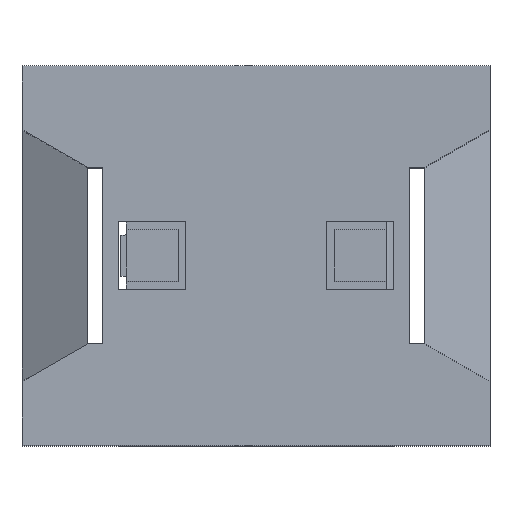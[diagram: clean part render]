
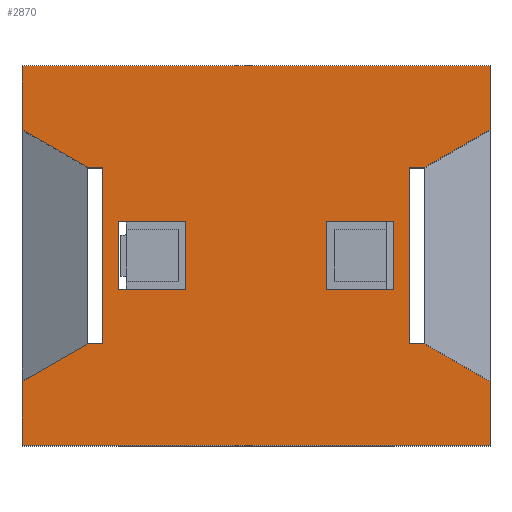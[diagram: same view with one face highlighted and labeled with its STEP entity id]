
A CAD part, top view. The second image highlights one B-rep face of the part: STEP entity #2870.
In plain terms, the highlighted planar face has unit normal (0, 0, 1).
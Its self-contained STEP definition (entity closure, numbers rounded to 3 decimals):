
#77=DIRECTION('',(0.,1.,0.));
#78=VECTOR('',#77,1.3);
#79=CARTESIAN_POINT('',(-2.65,-0.65,4.6));
#80=LINE('',#79,#78);
#105=DIRECTION('',(0.,-1.,0.));
#106=VECTOR('',#105,3.4);
#107=CARTESIAN_POINT('',(-2.95,1.7,4.6));
#108=LINE('',#107,#106);
#121=DIRECTION('',(-0.866,0.5,0.));
#122=VECTOR('',#121,1.443);
#123=CARTESIAN_POINT('',(-3.25,1.7,4.6));
#124=LINE('',#123,#122);
#125=DIRECTION('',(0.,1.,0.));
#126=VECTOR('',#125,1.228);
#127=CARTESIAN_POINT('',(-4.5,2.422,4.6));
#128=LINE('',#127,#126);
#129=DIRECTION('',(1.,0.,0.));
#130=VECTOR('',#129,9.);
#131=CARTESIAN_POINT('',(-4.5,3.65,4.6));
#132=LINE('',#131,#130);
#133=DIRECTION('',(0.,-1.,0.));
#134=VECTOR('',#133,1.228);
#135=CARTESIAN_POINT('',(4.5,3.65,4.6));
#136=LINE('',#135,#134);
#137=DIRECTION('',(-0.866,-0.5,0.));
#138=VECTOR('',#137,1.443);
#139=CARTESIAN_POINT('',(4.5,2.422,4.6));
#140=LINE('',#139,#138);
#141=DIRECTION('',(1.,0.,0.));
#142=VECTOR('',#141,0.3);
#143=CARTESIAN_POINT('',(2.95,-1.7,4.6));
#144=LINE('',#143,#142);
#145=DIRECTION('',(0.866,-0.5,0.));
#146=VECTOR('',#145,1.443);
#147=CARTESIAN_POINT('',(3.25,-1.7,4.6));
#148=LINE('',#147,#146);
#149=DIRECTION('',(0.,-1.,0.));
#150=VECTOR('',#149,1.228);
#151=CARTESIAN_POINT('',(4.5,-2.422,4.6));
#152=LINE('',#151,#150);
#153=DIRECTION('',(-1.,0.,0.));
#154=VECTOR('',#153,9.);
#155=CARTESIAN_POINT('',(4.5,-3.65,4.6));
#156=LINE('',#155,#154);
#157=DIRECTION('',(0.,1.,0.));
#158=VECTOR('',#157,1.228);
#159=CARTESIAN_POINT('',(-4.5,-3.65,4.6));
#160=LINE('',#159,#158);
#161=DIRECTION('',(0.866,0.5,0.));
#162=VECTOR('',#161,1.443);
#163=CARTESIAN_POINT('',(-4.5,-2.422,4.6));
#164=LINE('',#163,#162);
#165=DIRECTION('',(-1.,0.,0.));
#166=VECTOR('',#165,0.3);
#167=CARTESIAN_POINT('',(-2.95,1.7,4.6));
#168=LINE('',#167,#166);
#233=DIRECTION('',(0.,-1.,0.));
#234=VECTOR('',#233,1.3);
#235=CARTESIAN_POINT('',(2.65,0.65,4.6));
#236=LINE('',#235,#234);
#257=DIRECTION('',(0.,1.,0.));
#258=VECTOR('',#257,3.4);
#259=CARTESIAN_POINT('',(2.95,-1.7,4.6));
#260=LINE('',#259,#258);
#289=DIRECTION('',(1.,0.,0.));
#290=VECTOR('',#289,0.3);
#291=CARTESIAN_POINT('',(2.95,1.7,4.6));
#292=LINE('',#291,#290);
#769=DIRECTION('',(-1.,0.,0.));
#770=VECTOR('',#769,1.3);
#771=CARTESIAN_POINT('',(-1.35,-0.65,4.6));
#772=LINE('',#771,#770);
#817=DIRECTION('',(1.,0.,0.));
#818=VECTOR('',#817,1.3);
#819=CARTESIAN_POINT('',(-2.65,0.65,4.6));
#820=LINE('',#819,#818);
#829=DIRECTION('',(0.,-1.,0.));
#830=VECTOR('',#829,1.3);
#831=CARTESIAN_POINT('',(-1.35,0.65,4.6));
#832=LINE('',#831,#830);
#973=DIRECTION('',(-1.,0.,0.));
#974=VECTOR('',#973,0.3);
#975=CARTESIAN_POINT('',(-2.95,-1.7,4.6));
#976=LINE('',#975,#974);
#1041=DIRECTION('',(-1.,0.,0.));
#1042=VECTOR('',#1041,1.3);
#1043=CARTESIAN_POINT('',(2.65,-0.65,4.6));
#1044=LINE('',#1043,#1042);
#1069=DIRECTION('',(1.,0.,0.));
#1070=VECTOR('',#1069,1.3);
#1071=CARTESIAN_POINT('',(1.35,0.65,4.6));
#1072=LINE('',#1071,#1070);
#1081=DIRECTION('',(0.,1.,0.));
#1082=VECTOR('',#1081,1.3);
#1083=CARTESIAN_POINT('',(1.35,-0.65,4.6));
#1084=LINE('',#1083,#1082);
#2100=CARTESIAN_POINT('',(-4.5,2.422,4.6));
#2102=VERTEX_POINT('',#2100);
#2105=CARTESIAN_POINT('',(-4.5,-2.422,4.6));
#2106=VERTEX_POINT('',#2105);
#2107=CARTESIAN_POINT('',(-4.5,-3.65,4.6));
#2108=VERTEX_POINT('',#2107);
#2109=CARTESIAN_POINT('',(-4.5,3.65,4.6));
#2110=VERTEX_POINT('',#2109);
#2112=CARTESIAN_POINT('',(-3.25,1.7,4.6));
#2114=VERTEX_POINT('',#2112);
#2119=CARTESIAN_POINT('',(-2.95,1.7,4.6));
#2120=VERTEX_POINT('',#2119);
#2123=CARTESIAN_POINT('',(3.25,1.7,4.6));
#2125=VERTEX_POINT('',#2123);
#2133=CARTESIAN_POINT('',(2.95,1.7,4.6));
#2134=VERTEX_POINT('',#2133);
#2153=CARTESIAN_POINT('',(-2.65,-0.65,4.6));
#2154=VERTEX_POINT('',#2153);
#2155=CARTESIAN_POINT('',(-2.65,0.65,4.6));
#2156=VERTEX_POINT('',#2155);
#2177=CARTESIAN_POINT('',(2.95,-1.7,4.6));
#2178=VERTEX_POINT('',#2177);
#2179=CARTESIAN_POINT('',(4.5,3.65,4.6));
#2180=VERTEX_POINT('',#2179);
#2181=CARTESIAN_POINT('',(4.5,2.422,4.6));
#2182=VERTEX_POINT('',#2181);
#2183=CARTESIAN_POINT('',(3.25,-1.7,4.6));
#2184=VERTEX_POINT('',#2183);
#2185=CARTESIAN_POINT('',(4.5,-2.422,4.6));
#2186=VERTEX_POINT('',#2185);
#2187=CARTESIAN_POINT('',(4.5,-3.65,4.6));
#2188=VERTEX_POINT('',#2187);
#2189=CARTESIAN_POINT('',(-3.25,-1.7,4.6));
#2190=VERTEX_POINT('',#2189);
#2191=CARTESIAN_POINT('',(-2.95,-1.7,4.6));
#2192=VERTEX_POINT('',#2191);
#2193=CARTESIAN_POINT('',(-1.35,-0.65,4.6));
#2194=VERTEX_POINT('',#2193);
#2195=CARTESIAN_POINT('',(-1.35,0.65,4.6));
#2196=VERTEX_POINT('',#2195);
#2197=CARTESIAN_POINT('',(1.35,-0.65,4.6));
#2198=CARTESIAN_POINT('',(1.35,0.65,4.6));
#2199=VERTEX_POINT('',#2197);
#2200=VERTEX_POINT('',#2198);
#2201=CARTESIAN_POINT('',(2.65,-0.65,4.6));
#2202=VERTEX_POINT('',#2201);
#2203=CARTESIAN_POINT('',(2.65,0.65,4.6));
#2204=VERTEX_POINT('',#2203);
#2817=CARTESIAN_POINT('',(0.,0.,4.6));
#2818=DIRECTION('',(0.,0.,1.));
#2819=DIRECTION('',(1.,0.,0.));
#2820=AXIS2_PLACEMENT_3D('',#2817,#2818,#2819);
#2821=PLANE('',#2820);
#2822=ORIENTED_EDGE('',*,*,#2715,.T.);
#2823=ORIENTED_EDGE('',*,*,#2700,.T.);
#2825=ORIENTED_EDGE('',*,*,#2824,.T.);
#2827=ORIENTED_EDGE('',*,*,#2826,.T.);
#2829=ORIENTED_EDGE('',*,*,#2828,.T.);
#2831=ORIENTED_EDGE('',*,*,#2830,.F.);
#2833=ORIENTED_EDGE('',*,*,#2832,.F.);
#2835=ORIENTED_EDGE('',*,*,#2834,.T.);
#2837=ORIENTED_EDGE('',*,*,#2836,.T.);
#2839=ORIENTED_EDGE('',*,*,#2838,.T.);
#2841=ORIENTED_EDGE('',*,*,#2840,.T.);
#2842=ORIENTED_EDGE('',*,*,#2693,.T.);
#2844=ORIENTED_EDGE('',*,*,#2843,.T.);
#2846=ORIENTED_EDGE('',*,*,#2845,.F.);
#2847=ORIENTED_EDGE('',*,*,#2808,.F.);
#2848=ORIENTED_EDGE('',*,*,#2733,.T.);
#2849=EDGE_LOOP('',(#2822,#2823,#2825,#2827,#2829,#2831,#2833,#2835,#2837,#2839,
#2841,#2842,#2844,#2846,#2847,#2848));
#2850=FACE_OUTER_BOUND('',#2849,.F.);
#2851=ORIENTED_EDGE('',*,*,#2768,.F.);
#2853=ORIENTED_EDGE('',*,*,#2852,.F.);
#2855=ORIENTED_EDGE('',*,*,#2854,.F.);
#2857=ORIENTED_EDGE('',*,*,#2856,.F.);
#2858=EDGE_LOOP('',(#2851,#2853,#2855,#2857));
#2859=FACE_BOUND('',#2858,.F.);
#2861=ORIENTED_EDGE('',*,*,#2860,.F.);
#2863=ORIENTED_EDGE('',*,*,#2862,.F.);
#2865=ORIENTED_EDGE('',*,*,#2864,.F.);
#2867=ORIENTED_EDGE('',*,*,#2866,.F.);
#2868=EDGE_LOOP('',(#2861,#2863,#2865,#2867));
#2869=FACE_BOUND('',#2868,.F.);
#2870=ADVANCED_FACE('',(#2850,#2859,#2869),#2821,.T.);
#2693=EDGE_CURVE('',#2108,#2106,#160,.T.);
#2700=EDGE_CURVE('',#2102,#2110,#128,.T.);
#2715=EDGE_CURVE('',#2114,#2102,#124,.T.);
#2733=EDGE_CURVE('',#2120,#2114,#168,.T.);
#2768=EDGE_CURVE('',#2154,#2156,#80,.T.);
#2808=EDGE_CURVE('',#2120,#2192,#108,.T.);
#2824=EDGE_CURVE('',#2110,#2180,#132,.T.);
#2826=EDGE_CURVE('',#2180,#2182,#136,.T.);
#2828=EDGE_CURVE('',#2182,#2125,#140,.T.);
#2830=EDGE_CURVE('',#2134,#2125,#292,.T.);
#2832=EDGE_CURVE('',#2178,#2134,#260,.T.);
#2834=EDGE_CURVE('',#2178,#2184,#144,.T.);
#2836=EDGE_CURVE('',#2184,#2186,#148,.T.);
#2838=EDGE_CURVE('',#2186,#2188,#152,.T.);
#2840=EDGE_CURVE('',#2188,#2108,#156,.T.);
#2843=EDGE_CURVE('',#2106,#2190,#164,.T.);
#2845=EDGE_CURVE('',#2192,#2190,#976,.T.);
#2852=EDGE_CURVE('',#2194,#2154,#772,.T.);
#2854=EDGE_CURVE('',#2196,#2194,#832,.T.);
#2856=EDGE_CURVE('',#2156,#2196,#820,.T.);
#2860=EDGE_CURVE('',#2199,#2200,#1084,.T.);
#2862=EDGE_CURVE('',#2202,#2199,#1044,.T.);
#2864=EDGE_CURVE('',#2204,#2202,#236,.T.);
#2866=EDGE_CURVE('',#2200,#2204,#1072,.T.);
